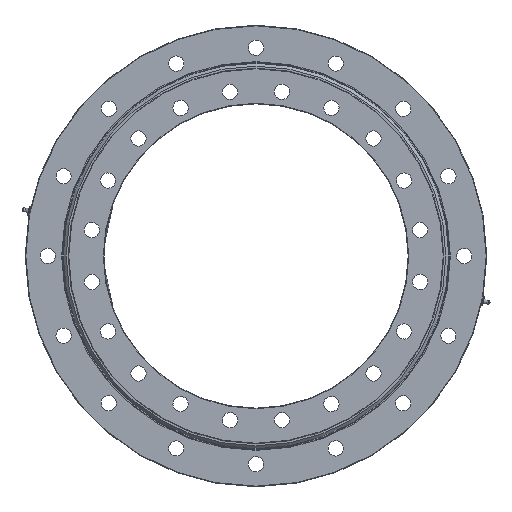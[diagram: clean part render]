
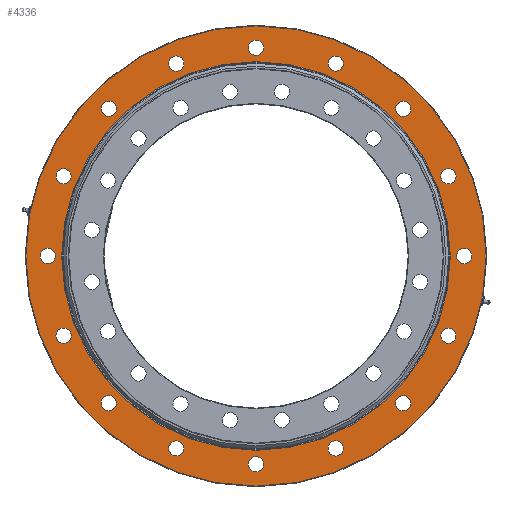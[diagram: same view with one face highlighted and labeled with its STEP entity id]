
A CAD part, front view. The second image highlights one B-rep face of the part: STEP entity #4336.
In plain terms, the highlighted planar face has unit normal (0, -1, 0).
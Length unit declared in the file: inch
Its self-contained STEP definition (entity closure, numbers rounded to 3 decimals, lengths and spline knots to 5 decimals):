
#154=FACE_BOUND('',#936,.T.);
#155=FACE_BOUND('',#937,.T.);
#156=FACE_BOUND('',#938,.T.);
#157=FACE_BOUND('',#939,.T.);
#158=FACE_BOUND('',#940,.T.);
#159=FACE_BOUND('',#941,.T.);
#160=FACE_BOUND('',#942,.T.);
#161=FACE_BOUND('',#943,.T.);
#162=FACE_BOUND('',#944,.T.);
#163=FACE_BOUND('',#945,.T.);
#164=FACE_BOUND('',#946,.T.);
#165=FACE_BOUND('',#947,.T.);
#166=FACE_BOUND('',#948,.T.);
#167=FACE_BOUND('',#949,.T.);
#168=FACE_BOUND('',#950,.T.);
#169=FACE_BOUND('',#951,.T.);
#170=FACE_BOUND('',#952,.T.);
#188=PLANE('',#4891);
#627=FACE_OUTER_BOUND('',#935,.T.);
#935=EDGE_LOOP('',(#3632));
#936=EDGE_LOOP('',(#3633));
#937=EDGE_LOOP('',(#3634));
#938=EDGE_LOOP('',(#3635));
#939=EDGE_LOOP('',(#3636));
#940=EDGE_LOOP('',(#3637));
#941=EDGE_LOOP('',(#3638));
#942=EDGE_LOOP('',(#3639));
#943=EDGE_LOOP('',(#3640));
#944=EDGE_LOOP('',(#3641));
#945=EDGE_LOOP('',(#3642));
#946=EDGE_LOOP('',(#3643));
#947=EDGE_LOOP('',(#3644));
#948=EDGE_LOOP('',(#3645));
#949=EDGE_LOOP('',(#3646));
#950=EDGE_LOOP('',(#3647));
#951=EDGE_LOOP('',(#3648));
#952=EDGE_LOOP('',(#3649));
#1244=CIRCLE('',#4887,12.295);
#1247=CIRCLE('',#4892,10.38);
#1248=CIRCLE('',#4893,0.4065);
#1249=CIRCLE('',#4894,0.4065);
#1250=CIRCLE('',#4895,0.4065);
#1251=CIRCLE('',#4896,0.4065);
#1252=CIRCLE('',#4897,0.4065);
#1253=CIRCLE('',#4898,0.4065);
#1254=CIRCLE('',#4899,0.4065);
#1255=CIRCLE('',#4900,0.4065);
#1256=CIRCLE('',#4901,0.4065);
#1257=CIRCLE('',#4902,0.4065);
#1258=CIRCLE('',#4903,0.4065);
#1259=CIRCLE('',#4904,0.4065);
#1260=CIRCLE('',#4905,0.4065);
#1261=CIRCLE('',#4906,0.4065);
#1262=CIRCLE('',#4907,0.4065);
#1263=CIRCLE('',#4908,0.4065);
#1923=VERTEX_POINT('',#14336);
#1926=VERTEX_POINT('',#14346);
#1927=VERTEX_POINT('',#14348);
#1928=VERTEX_POINT('',#14350);
#1929=VERTEX_POINT('',#14352);
#1930=VERTEX_POINT('',#14354);
#1931=VERTEX_POINT('',#14356);
#1932=VERTEX_POINT('',#14358);
#1933=VERTEX_POINT('',#14360);
#1934=VERTEX_POINT('',#14362);
#1935=VERTEX_POINT('',#14364);
#1936=VERTEX_POINT('',#14366);
#1937=VERTEX_POINT('',#14368);
#1938=VERTEX_POINT('',#14370);
#1939=VERTEX_POINT('',#14372);
#1940=VERTEX_POINT('',#14374);
#1941=VERTEX_POINT('',#14376);
#1942=VERTEX_POINT('',#14378);
#2510=EDGE_CURVE('',#1923,#1923,#1244,.T.);
#2514=EDGE_CURVE('',#1926,#1926,#1247,.T.);
#2515=EDGE_CURVE('',#1927,#1927,#1248,.T.);
#2516=EDGE_CURVE('',#1928,#1928,#1249,.T.);
#2517=EDGE_CURVE('',#1929,#1929,#1250,.T.);
#2518=EDGE_CURVE('',#1930,#1930,#1251,.T.);
#2519=EDGE_CURVE('',#1931,#1931,#1252,.T.);
#2520=EDGE_CURVE('',#1932,#1932,#1253,.T.);
#2521=EDGE_CURVE('',#1933,#1933,#1254,.T.);
#2522=EDGE_CURVE('',#1934,#1934,#1255,.T.);
#2523=EDGE_CURVE('',#1935,#1935,#1256,.T.);
#2524=EDGE_CURVE('',#1936,#1936,#1257,.T.);
#2525=EDGE_CURVE('',#1937,#1937,#1258,.T.);
#2526=EDGE_CURVE('',#1938,#1938,#1259,.T.);
#2527=EDGE_CURVE('',#1939,#1939,#1260,.T.);
#2528=EDGE_CURVE('',#1940,#1940,#1261,.T.);
#2529=EDGE_CURVE('',#1941,#1941,#1262,.T.);
#2530=EDGE_CURVE('',#1942,#1942,#1263,.T.);
#3632=ORIENTED_EDGE('',*,*,#2510,.F.);
#3633=ORIENTED_EDGE('',*,*,#2514,.T.);
#3634=ORIENTED_EDGE('',*,*,#2515,.T.);
#3635=ORIENTED_EDGE('',*,*,#2516,.T.);
#3636=ORIENTED_EDGE('',*,*,#2517,.T.);
#3637=ORIENTED_EDGE('',*,*,#2518,.T.);
#3638=ORIENTED_EDGE('',*,*,#2519,.T.);
#3639=ORIENTED_EDGE('',*,*,#2520,.T.);
#3640=ORIENTED_EDGE('',*,*,#2521,.T.);
#3641=ORIENTED_EDGE('',*,*,#2522,.T.);
#3642=ORIENTED_EDGE('',*,*,#2523,.T.);
#3643=ORIENTED_EDGE('',*,*,#2524,.T.);
#3644=ORIENTED_EDGE('',*,*,#2525,.T.);
#3645=ORIENTED_EDGE('',*,*,#2526,.T.);
#3646=ORIENTED_EDGE('',*,*,#2527,.T.);
#3647=ORIENTED_EDGE('',*,*,#2528,.T.);
#3648=ORIENTED_EDGE('',*,*,#2529,.T.);
#3649=ORIENTED_EDGE('',*,*,#2530,.T.);
#4336=ADVANCED_FACE('',(#627,#154,#155,#156,#157,#158,#159,#160,#161,#162,
#163,#164,#165,#166,#167,#168,#169,#170),#188,.T.);
#4887=AXIS2_PLACEMENT_3D('',#14338,#5843,#5844);
#4891=AXIS2_PLACEMENT_3D('',#14345,#5852,#5853);
#4892=AXIS2_PLACEMENT_3D('',#14347,#5854,#5855);
#4893=AXIS2_PLACEMENT_3D('',#14349,#5856,#5857);
#4894=AXIS2_PLACEMENT_3D('',#14351,#5858,#5859);
#4895=AXIS2_PLACEMENT_3D('',#14353,#5860,#5861);
#4896=AXIS2_PLACEMENT_3D('',#14355,#5862,#5863);
#4897=AXIS2_PLACEMENT_3D('',#14357,#5864,#5865);
#4898=AXIS2_PLACEMENT_3D('',#14359,#5866,#5867);
#4899=AXIS2_PLACEMENT_3D('',#14361,#5868,#5869);
#4900=AXIS2_PLACEMENT_3D('',#14363,#5870,#5871);
#4901=AXIS2_PLACEMENT_3D('',#14365,#5872,#5873);
#4902=AXIS2_PLACEMENT_3D('',#14367,#5874,#5875);
#4903=AXIS2_PLACEMENT_3D('',#14369,#5876,#5877);
#4904=AXIS2_PLACEMENT_3D('',#14371,#5878,#5879);
#4905=AXIS2_PLACEMENT_3D('',#14373,#5880,#5881);
#4906=AXIS2_PLACEMENT_3D('',#14375,#5882,#5883);
#4907=AXIS2_PLACEMENT_3D('',#14377,#5884,#5885);
#4908=AXIS2_PLACEMENT_3D('',#14379,#5886,#5887);
#5843=DIRECTION('center_axis',(0.,1.,0.));
#5844=DIRECTION('ref_axis',(1.,0.,0.));
#5852=DIRECTION('center_axis',(0.,-1.,0.));
#5853=DIRECTION('ref_axis',(0.,0.,-1.));
#5854=DIRECTION('center_axis',(0.,1.,0.));
#5855=DIRECTION('ref_axis',(-1.,0.,0.));
#5856=DIRECTION('center_axis',(0.,1.,0.));
#5857=DIRECTION('ref_axis',(1.,0.,0.));
#5858=DIRECTION('center_axis',(0.,1.,0.));
#5859=DIRECTION('ref_axis',(0.924,0.,-0.383));
#5860=DIRECTION('center_axis',(0.,1.,0.));
#5861=DIRECTION('ref_axis',(0.707,0.,-0.707));
#5862=DIRECTION('center_axis',(0.,1.,0.));
#5863=DIRECTION('ref_axis',(0.383,0.,-0.924));
#5864=DIRECTION('center_axis',(0.,1.,0.));
#5865=DIRECTION('ref_axis',(0.,0.,-1.));
#5866=DIRECTION('center_axis',(0.,1.,0.));
#5867=DIRECTION('ref_axis',(-0.383,0.,-0.924));
#5868=DIRECTION('center_axis',(0.,1.,0.));
#5869=DIRECTION('ref_axis',(-0.707,0.,-0.707));
#5870=DIRECTION('center_axis',(0.,1.,0.));
#5871=DIRECTION('ref_axis',(-0.924,0.,-0.383));
#5872=DIRECTION('center_axis',(0.,1.,0.));
#5873=DIRECTION('ref_axis',(-1.,0.,0.));
#5874=DIRECTION('center_axis',(0.,1.,0.));
#5875=DIRECTION('ref_axis',(-0.924,0.,0.383));
#5876=DIRECTION('center_axis',(0.,1.,0.));
#5877=DIRECTION('ref_axis',(-0.707,0.,0.707));
#5878=DIRECTION('center_axis',(0.,1.,0.));
#5879=DIRECTION('ref_axis',(-0.383,0.,0.924));
#5880=DIRECTION('center_axis',(0.,1.,0.));
#5881=DIRECTION('ref_axis',(0.,0.,1.));
#5882=DIRECTION('center_axis',(0.,1.,0.));
#5883=DIRECTION('ref_axis',(0.383,0.,0.924));
#5884=DIRECTION('center_axis',(0.,1.,0.));
#5885=DIRECTION('ref_axis',(0.707,0.,0.707));
#5886=DIRECTION('center_axis',(0.,1.,0.));
#5887=DIRECTION('ref_axis',(0.924,0.,0.383));
#14336=CARTESIAN_POINT('',(-12.295,-0.8755,0.));
#14338=CARTESIAN_POINT('Origin',(0.,-0.8755,0.));
#14345=CARTESIAN_POINT('Origin',(-11.3525,-0.8755,0.));
#14346=CARTESIAN_POINT('',(10.38,-0.8755,0.));
#14347=CARTESIAN_POINT('Origin',(0.,-0.8755,0.));
#14348=CARTESIAN_POINT('',(9.87166,-0.8755,4.25735));
#14349=CARTESIAN_POINT('Origin',(10.27816,-0.8755,4.25735));
#14350=CARTESIAN_POINT('',(10.74944,-0.8755,0.15556));
#14351=CARTESIAN_POINT('Origin',(11.125,-0.8755,0.));
#14352=CARTESIAN_POINT('',(9.99072,-0.8755,-3.96991));
#14353=CARTESIAN_POINT('Origin',(10.27816,-0.8755,-4.25735));
#14354=CARTESIAN_POINT('',(7.711,-0.8755,-7.49101));
#14355=CARTESIAN_POINT('Origin',(7.86656,-0.8755,-7.86656));
#14356=CARTESIAN_POINT('',(4.25735,-0.8755,-9.87166));
#14357=CARTESIAN_POINT('Origin',(4.25735,-0.8755,-10.27816));
#14358=CARTESIAN_POINT('',(0.15556,-0.8755,-10.74944));
#14359=CARTESIAN_POINT('Origin',(0.,-0.8755,
-11.125));
#14360=CARTESIAN_POINT('',(-3.96991,-0.8755,-9.99072));
#14361=CARTESIAN_POINT('Origin',(-4.25735,-0.8755,-10.27816));
#14362=CARTESIAN_POINT('',(-7.49101,-0.8755,-7.711));
#14363=CARTESIAN_POINT('Origin',(-7.86656,-0.8755,-7.86656));
#14364=CARTESIAN_POINT('',(-9.87166,-0.8755,-4.25735));
#14365=CARTESIAN_POINT('Origin',(-10.27816,-0.8755,-4.25735));
#14366=CARTESIAN_POINT('',(-10.74944,-0.8755,-0.15556));
#14367=CARTESIAN_POINT('Origin',(-11.125,-0.8755,0.));
#14368=CARTESIAN_POINT('',(-9.99072,-0.8755,3.96991));
#14369=CARTESIAN_POINT('Origin',(-10.27816,-0.8755,4.25735));
#14370=CARTESIAN_POINT('',(-7.711,-0.8755,7.49101));
#14371=CARTESIAN_POINT('Origin',(-7.86656,-0.8755,7.86656));
#14372=CARTESIAN_POINT('',(-4.25735,-0.8755,9.87166));
#14373=CARTESIAN_POINT('Origin',(-4.25735,-0.8755,10.27816));
#14374=CARTESIAN_POINT('',(-0.15556,-0.8755,10.74944));
#14375=CARTESIAN_POINT('Origin',(0.,-0.8755,
11.125));
#14376=CARTESIAN_POINT('',(3.96991,-0.8755,9.99072));
#14377=CARTESIAN_POINT('Origin',(4.25735,-0.8755,10.27816));
#14378=CARTESIAN_POINT('',(7.49101,-0.8755,7.711));
#14379=CARTESIAN_POINT('Origin',(7.86656,-0.8755,7.86656));
